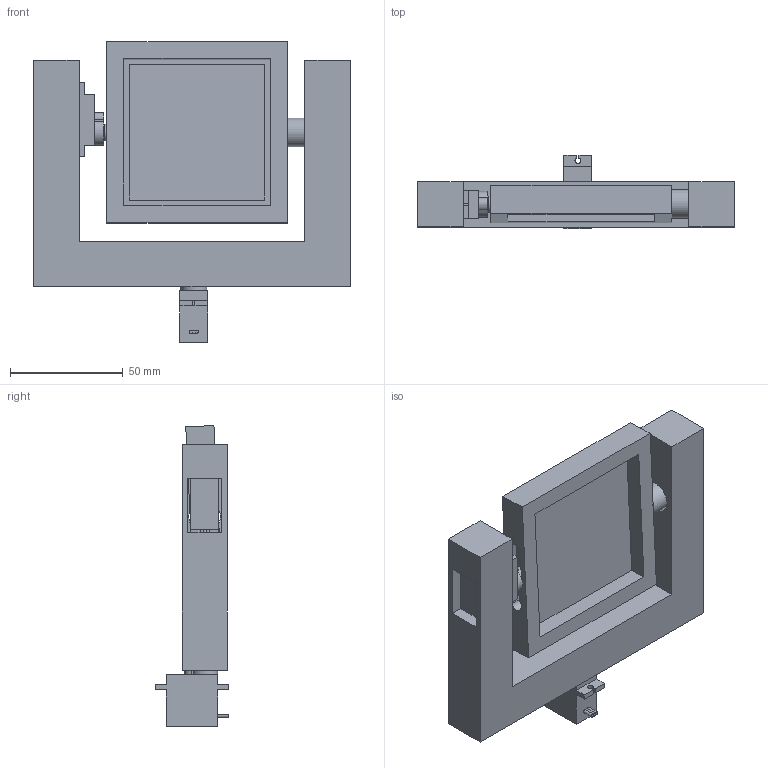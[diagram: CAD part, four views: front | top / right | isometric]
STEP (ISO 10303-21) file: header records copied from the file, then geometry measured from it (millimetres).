
FILE_DESCRIPTION(/* description */ (''),/* implementation_level */ '2;1');
FILE_NAME(/* name */ 'final_assembly v4.step',/* time_stamp */ '2024-11-12T12:21:12+02:00',/* author */ (''),/* organization */ (''),/* preprocessor_version */ 'ST-DEVELOPER v20',/* originating_system */ 'Autodesk Translation Framework v13.20.0.188',/* authorisation */ '');
FILE_SCHEMA (('AUTOMOTIVE_DESIGN { 1 0 10303 214 3 1 1 }'));
Length unit declared in the file: millimetre
Products named in the file (8): final_assembly; solar_bracket; servo motor; solar_cell_holder; microservo SG90; servo motor_1; servo motor part 7; solar_cell
Assembly tree (9 placements, depth 3):
  final_assembly
    microservo SG90  x2
    solar_bracket
    servo motor
      servo motor part 7
    solar_cell_holder
    servo motor_1
      servo motor part 7
    solar_cell
Bounding box: 140 x 32.7 x 133.23 mm (x, y, z)
Volume: 169579.7 mm3; surface area: 65208.5 mm2
Topology: 7 solids, 7 shells, 412 faces, 1144 edges, 760 vertices
Faces by surface type: plane 348, cylinder 64
Full cylindrical faces by diameter (mm): 1.5 x26, 1.6 x2, 3 x2, 4.7 x2, 7.359 x2, 12.5 x1, 14 x1
Entity records: 7669 total; most frequent: CARTESIAN_POINT 1322, ORIENTED_EDGE 1286, DIRECTION 1224, EDGE_CURVE 643, LINE 566, VECTOR 566, VERTEX_POINT 427, AXIS2_PLACEMENT_3D 329
